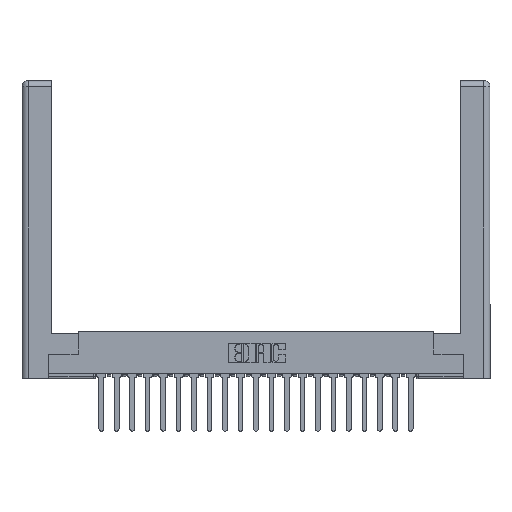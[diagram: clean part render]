
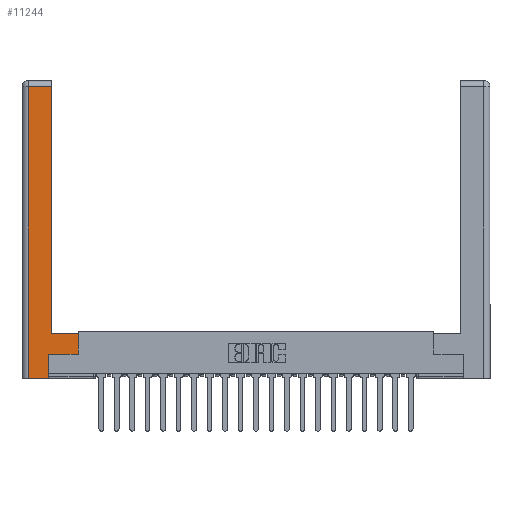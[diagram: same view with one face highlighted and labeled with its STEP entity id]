
A CAD part, top view. The second image highlights one B-rep face of the part: STEP entity #11244.
In plain terms, the highlighted planar face has unit normal (0, 0, 1).
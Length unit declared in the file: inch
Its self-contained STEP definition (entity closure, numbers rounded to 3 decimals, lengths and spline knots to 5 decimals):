
#183 = VECTOR ( 'NONE', #15467, 39.37008 ) ;
#187 = CARTESIAN_POINT ( 'NONE',  ( 0.565, 0.245, 0. ) ) ;
#636 = LINE ( 'NONE', #7557, #19325 ) ;
#794 = VERTEX_POINT ( 'NONE', #10261 ) ;
#2045 = EDGE_CURVE ( 'NONE', #14488, #3275, #7325, .T. ) ;
#3275 = VERTEX_POINT ( 'NONE', #9741 ) ;
#3390 = EDGE_CURVE ( 'NONE', #15619, #14488, #8667, .T. ) ;
#3411 = LINE ( 'NONE', #16089, #18728 ) ;
#3413 = CARTESIAN_POINT ( 'NONE',  ( 0.565, 0.45, 0. ) ) ;
#3684 = EDGE_CURVE ( 'NONE', #17217, #22597, #10145, .T. ) ;
#3689 = CARTESIAN_POINT ( 'NONE',  ( 0.265, 0.245, 0. ) ) ;
#3696 = VERTEX_POINT ( 'NONE', #9478 ) ;
#4832 = EDGE_CURVE ( 'NONE', #22597, #8791, #9483, .T. ) ;
#4850 = AXIS2_PLACEMENT_3D ( 'NONE', #22429, #22877, #6349 ) ;
#4855 = DIRECTION ( 'NONE',  ( 0., 1., 0. ) ) ;
#5239 = EDGE_CURVE ( 'NONE', #3696, #794, #17228, .T. ) ;
#5953 = CARTESIAN_POINT ( 'NONE',  ( 0.295, 0.45, 0. ) ) ;
#6129 = DIRECTION ( 'NONE',  ( 0., -1., 0. ) ) ;
#6349 = DIRECTION ( 'NONE',  ( -1., 0., 0. ) ) ;
#6667 = ORIENTED_EDGE ( 'NONE', *, *, #4832, .T. ) ;
#7325 = LINE ( 'NONE', #3689, #12702 ) ;
#7557 = CARTESIAN_POINT ( 'NONE',  ( 0.0615, 0., 0. ) ) ;
#8308 = CARTESIAN_POINT ( 'NONE',  ( 0.0615, 2.94, 0. ) ) ;
#8379 = ORIENTED_EDGE ( 'NONE', *, *, #15406, .T. ) ;
#8657 = CARTESIAN_POINT ( 'NONE',  ( 0.565, 0.245, 0. ) ) ;
#8667 = LINE ( 'NONE', #15829, #10384 ) ;
#8791 = VERTEX_POINT ( 'NONE', #21514 ) ;
#9478 = CARTESIAN_POINT ( 'NONE',  ( 0.295, 2.94, 0. ) ) ;
#9483 = LINE ( 'NONE', #5953, #18881 ) ;
#9741 = CARTESIAN_POINT ( 'NONE',  ( 0.265, 0.245, 0. ) ) ;
#10145 = LINE ( 'NONE', #13772, #21785 ) ;
#10261 = CARTESIAN_POINT ( 'NONE',  ( 0.0615, 2.94, 0. ) ) ;
#10361 = ORIENTED_EDGE ( 'NONE', *, *, #5239, .T. ) ;
#10384 = VECTOR ( 'NONE', #14057, 39.37008 ) ;
#10477 = CARTESIAN_POINT ( 'NONE',  ( 0.265, 0., 0. ) ) ;
#11112 = DIRECTION ( 'NONE',  ( -1., 0., 0. ) ) ;
#11244 = ADVANCED_FACE ( 'NONE', ( #11621 ), #15268, .F. ) ;
#11621 = FACE_OUTER_BOUND ( 'NONE', #18643, .T. ) ;
#12052 = ORIENTED_EDGE ( 'NONE', *, *, #3390, .T. ) ;
#12702 = VECTOR ( 'NONE', #19434, 39.37008 ) ;
#12809 = ORIENTED_EDGE ( 'NONE', *, *, #21170, .T. ) ;
#13772 = CARTESIAN_POINT ( 'NONE',  ( 0.565, 0.45, 0. ) ) ;
#14057 = DIRECTION ( 'NONE',  ( 1., 0., 0. ) ) ;
#14488 = VERTEX_POINT ( 'NONE', #10477 ) ;
#14754 = EDGE_CURVE ( 'NONE', #3275, #17217, #21088, .T. ) ;
#15268 = PLANE ( 'NONE',  #4850 ) ;
#15406 = EDGE_CURVE ( 'NONE', #794, #15619, #636, .T. ) ;
#15467 = DIRECTION ( 'NONE',  ( -1., 0., 0. ) ) ;
#15619 = VERTEX_POINT ( 'NONE', #21505 ) ;
#15819 = DIRECTION ( 'NONE',  ( 1., 0., 0. ) ) ;
#15829 = CARTESIAN_POINT ( 'NONE',  ( 0.265, 0., 0. ) ) ;
#16089 = CARTESIAN_POINT ( 'NONE',  ( 0.295, 3., 0. ) ) ;
#16309 = DIRECTION ( 'NONE',  ( 0., 1., 0. ) ) ;
#16658 = VECTOR ( 'NONE', #15819, 39.37008 ) ;
#17217 = VERTEX_POINT ( 'NONE', #187 ) ;
#17228 = LINE ( 'NONE', #8308, #183 ) ;
#18179 = ORIENTED_EDGE ( 'NONE', *, *, #3684, .T. ) ;
#18643 = EDGE_LOOP ( 'NONE', ( #12809, #10361, #8379, #12052, #20189, #20196, #18179, #6667 ) ) ;
#18728 = VECTOR ( 'NONE', #16309, 39.37008 ) ;
#18881 = VECTOR ( 'NONE', #11112, 39.37008 ) ;
#19325 = VECTOR ( 'NONE', #6129, 39.37008 ) ;
#19434 = DIRECTION ( 'NONE',  ( 0., 1., 0. ) ) ;
#20189 = ORIENTED_EDGE ( 'NONE', *, *, #2045, .T. ) ;
#20196 = ORIENTED_EDGE ( 'NONE', *, *, #14754, .T. ) ;
#21088 = LINE ( 'NONE', #8657, #16658 ) ;
#21170 = EDGE_CURVE ( 'NONE', #8791, #3696, #3411, .T. ) ;
#21505 = CARTESIAN_POINT ( 'NONE',  ( 0.0615, 0., 0. ) ) ;
#21514 = CARTESIAN_POINT ( 'NONE',  ( 0.295, 0.45, 0. ) ) ;
#21785 = VECTOR ( 'NONE', #4855, 39.37008 ) ;
#22429 = CARTESIAN_POINT ( 'NONE',  ( 0., 0., 0. ) ) ;
#22597 = VERTEX_POINT ( 'NONE', #3413 ) ;
#22877 = DIRECTION ( 'NONE',  ( 0., 0., -1. ) ) ;
